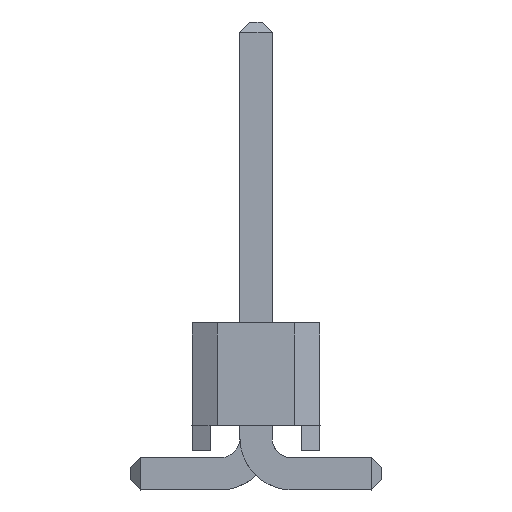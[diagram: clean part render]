
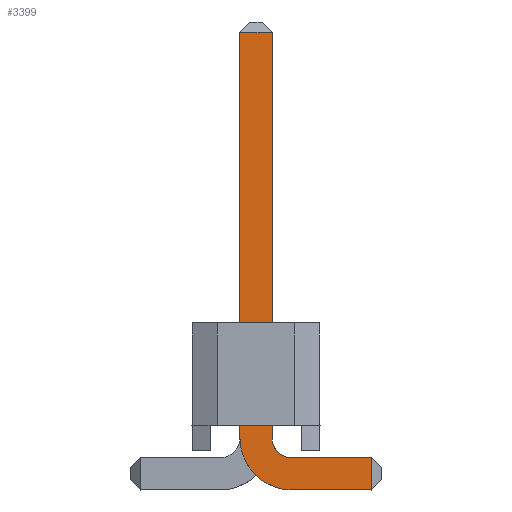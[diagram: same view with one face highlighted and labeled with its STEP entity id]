
A CAD part, left-side view. The second image highlights one B-rep face of the part: STEP entity #3399.
In plain terms, the highlighted planar face has unit normal (-1, 0, 0).
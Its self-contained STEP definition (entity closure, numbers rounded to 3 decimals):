
#57=(
BOUNDED_CURVE()
B_SPLINE_CURVE(2,(#12866,#12867,#12868),.UNSPECIFIED.,.F.,.F.)
B_SPLINE_CURVE_WITH_KNOTS((3,3),(-0.628,0.),.UNSPECIFIED.)
CURVE()
GEOMETRIC_REPRESENTATION_ITEM()
RATIONAL_B_SPLINE_CURVE((1.,0.707,1.))
REPRESENTATION_ITEM('')
);
#58=(
BOUNDED_CURVE()
B_SPLINE_CURVE(2,(#12875,#12876,#12877),.UNSPECIFIED.,.F.,.F.)
B_SPLINE_CURVE_WITH_KNOTS((3,3),(-1.634,0.),.UNSPECIFIED.)
CURVE()
GEOMETRIC_REPRESENTATION_ITEM()
RATIONAL_B_SPLINE_CURVE((1.,0.707,1.))
REPRESENTATION_ITEM('')
);
#3399=ADVANCED_FACE('',(#3703),#9855,.T.);
#3703=FACE_OUTER_BOUND('',#3997,.T.);
#3997=EDGE_LOOP('',(#4817,#4818,#4819,#4820,#4821,#4822,#4823,#4824));
#4817=ORIENTED_EDGE('',*,*,#6226,.F.);
#4818=ORIENTED_EDGE('',*,*,#6227,.F.);
#4819=ORIENTED_EDGE('',*,*,#6228,.F.);
#4820=ORIENTED_EDGE('',*,*,#6229,.F.);
#4821=ORIENTED_EDGE('',*,*,#6230,.F.);
#4822=ORIENTED_EDGE('',*,*,#6231,.F.);
#4823=ORIENTED_EDGE('',*,*,#6232,.F.);
#4824=ORIENTED_EDGE('',*,*,#6225,.F.);
#6225=EDGE_CURVE('',#8977,#8978,#7603,.T.);
#6226=EDGE_CURVE('',#8979,#8977,#7604,.T.);
#6227=EDGE_CURVE('',#8980,#8979,#7605,.T.);
#6228=EDGE_CURVE('',#8981,#8980,#57,.T.);
#6229=EDGE_CURVE('',#8982,#8981,#7606,.T.);
#6230=EDGE_CURVE('',#8983,#8982,#7607,.T.);
#6231=EDGE_CURVE('',#8984,#8983,#7608,.T.);
#6232=EDGE_CURVE('',#8978,#8984,#58,.T.);
#7603=B_SPLINE_CURVE_WITH_KNOTS('',1,(#12860,#12861),.UNSPECIFIED.,.F.,
 .F.,(2,2),(-1.58,0.),.UNSPECIFIED.);
#7604=B_SPLINE_CURVE_WITH_KNOTS('',1,(#12862,#12863),.UNSPECIFIED.,.F.,
 .F.,(2,2),(-0.64,0.),.UNSPECIFIED.);
#7605=B_SPLINE_CURVE_WITH_KNOTS('',1,(#12864,#12865),.UNSPECIFIED.,.F.,
 .F.,(2,2),(-1.58,0.),.UNSPECIFIED.);
#7606=B_SPLINE_CURVE_WITH_KNOTS('',1,(#12869,#12870),.UNSPECIFIED.,.F.,
 .F.,(2,2),(-8.09,0.),.UNSPECIFIED.);
#7607=B_SPLINE_CURVE_WITH_KNOTS('',1,(#12871,#12872),.UNSPECIFIED.,.F.,
 .F.,(2,2),(-0.64,0.),.UNSPECIFIED.);
#7608=B_SPLINE_CURVE_WITH_KNOTS('',1,(#12873,#12874),.UNSPECIFIED.,.F.,
 .F.,(2,2),(-8.09,0.),.UNSPECIFIED.);
#8977=VERTEX_POINT('',#12852);
#8978=VERTEX_POINT('',#12853);
#8979=VERTEX_POINT('',#12854);
#8980=VERTEX_POINT('',#12855);
#8981=VERTEX_POINT('',#12856);
#8982=VERTEX_POINT('',#12857);
#8983=VERTEX_POINT('',#12858);
#8984=VERTEX_POINT('',#12859);
#9855=PLANE('',#10147);
#10147=AXIS2_PLACEMENT_3D('',#12851,#10422,$);
#10422=DIRECTION('',(-1.,0.,0.));
#12851=CARTESIAN_POINT('',(-0.32,0.583,-0.914));
#12852=CARTESIAN_POINT('',(-0.32,-2.3,0.));
#12853=CARTESIAN_POINT('',(-0.32,-0.72,0.));
#12854=CARTESIAN_POINT('',(-0.32,-2.3,0.64));
#12855=CARTESIAN_POINT('',(-0.32,-0.72,0.64));
#12856=CARTESIAN_POINT('',(-0.32,-0.32,1.04));
#12857=CARTESIAN_POINT('',(-0.32,-0.32,9.13));
#12858=CARTESIAN_POINT('',(-0.32,0.32,9.13));
#12859=CARTESIAN_POINT('',(-0.32,0.32,1.04));
#12860=CARTESIAN_POINT('',(-0.32,-2.3,0.));
#12861=CARTESIAN_POINT('',(-0.32,-0.72,0.));
#12862=CARTESIAN_POINT('',(-0.32,-2.3,0.64));
#12863=CARTESIAN_POINT('',(-0.32,-2.3,0.));
#12864=CARTESIAN_POINT('',(-0.32,-0.72,0.64));
#12865=CARTESIAN_POINT('',(-0.32,-2.3,0.64));
#12866=CARTESIAN_POINT('',(-0.32,-0.32,1.04));
#12867=CARTESIAN_POINT('',(-0.32,-0.32,0.64));
#12868=CARTESIAN_POINT('',(-0.32,-0.72,0.64));
#12869=CARTESIAN_POINT('',(-0.32,-0.32,9.13));
#12870=CARTESIAN_POINT('',(-0.32,-0.32,1.04));
#12871=CARTESIAN_POINT('',(-0.32,0.32,9.13));
#12872=CARTESIAN_POINT('',(-0.32,-0.32,9.13));
#12873=CARTESIAN_POINT('',(-0.32,0.32,1.04));
#12874=CARTESIAN_POINT('',(-0.32,0.32,9.13));
#12875=CARTESIAN_POINT('',(-0.32,-0.72,0.));
#12876=CARTESIAN_POINT('',(-0.32,0.32,0.));
#12877=CARTESIAN_POINT('',(-0.32,0.32,1.04));
